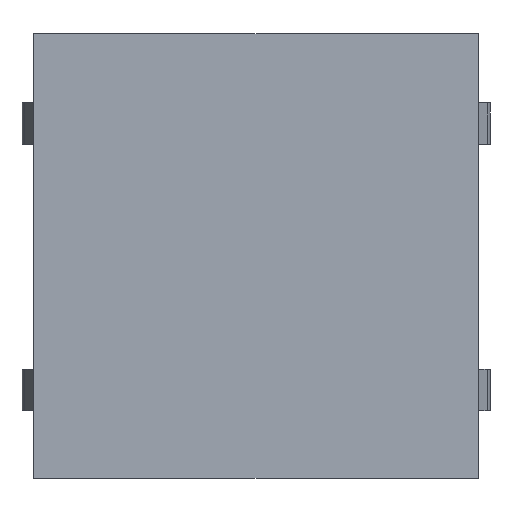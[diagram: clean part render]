
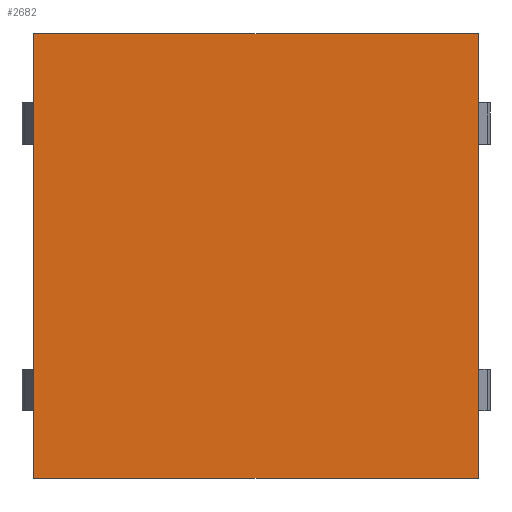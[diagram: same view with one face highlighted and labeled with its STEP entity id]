
A CAD part, top view. The second image highlights one B-rep face of the part: STEP entity #2682.
In plain terms, the highlighted planar face has unit normal (0, 0, 1).
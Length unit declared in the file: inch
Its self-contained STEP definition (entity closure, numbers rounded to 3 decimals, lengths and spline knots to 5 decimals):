
#1928=CARTESIAN_POINT('',(0.14764,-0.14764,0.30864));
#1929=VERTEX_POINT('',#1928);
#1936=CARTESIAN_POINT('',(-0.14764,-0.14764,0.30864));
#1937=VERTEX_POINT('',#1936);
#1938=CARTESIAN_POINT('',(0.14764,-0.14764,0.30864));
#1939=DIRECTION('',(-1.0,0.0,0.0));
#1940=VECTOR('',#1939,0.29528);
#1941=LINE('',#1938,#1940);
#1942=EDGE_CURVE('',#1929,#1937,#1941,.T.);
#2592=CARTESIAN_POINT('',(-0.14764,0.14764,0.30864));
#2593=VERTEX_POINT('',#2592);
#2600=CARTESIAN_POINT('',(0.14764,0.14764,0.30864));
#2601=VERTEX_POINT('',#2600);
#2602=CARTESIAN_POINT('',(-0.14764,0.14764,0.30864));
#2603=DIRECTION('',(1.0,0.0,0.0));
#2604=VECTOR('',#2603,0.29528);
#2605=LINE('',#2602,#2604);
#2606=EDGE_CURVE('',#2593,#2601,#2605,.T.);
#2632=CARTESIAN_POINT('',(0.14764,0.14764,0.30864));
#2633=DIRECTION('',(0.0,-1.0,0.0));
#2634=VECTOR('',#2633,0.29528);
#2635=LINE('',#2632,#2634);
#2636=EDGE_CURVE('',#2601,#1929,#2635,.T.);
#2654=CARTESIAN_POINT('',(-0.14764,-0.14764,0.30864));
#2655=DIRECTION('',(0.0,1.0,0.0));
#2656=VECTOR('',#2655,0.29528);
#2657=LINE('',#2654,#2656);
#2658=EDGE_CURVE('',#1937,#2593,#2657,.T.);
#2671=CARTESIAN_POINT('',(0.1624,-0.1624,0.30864));
#2672=DIRECTION('',(0.0,0.0,1.0));
#2673=DIRECTION('',(1.0,0.0,0.0));
#2674=AXIS2_PLACEMENT_3D('',#2671,#2672,#2673);
#2675=PLANE('',#2674);
#2676=ORIENTED_EDGE('',*,*,#2606,.F.);
#2677=ORIENTED_EDGE('',*,*,#2658,.F.);
#2678=ORIENTED_EDGE('',*,*,#1942,.F.);
#2679=ORIENTED_EDGE('',*,*,#2636,.F.);
#2680=EDGE_LOOP('',(#2676,#2677,#2678,#2679));
#2681=FACE_OUTER_BOUND('',#2680,.T.);
#2682=ADVANCED_FACE('',(#2681),#2675,.T.);
